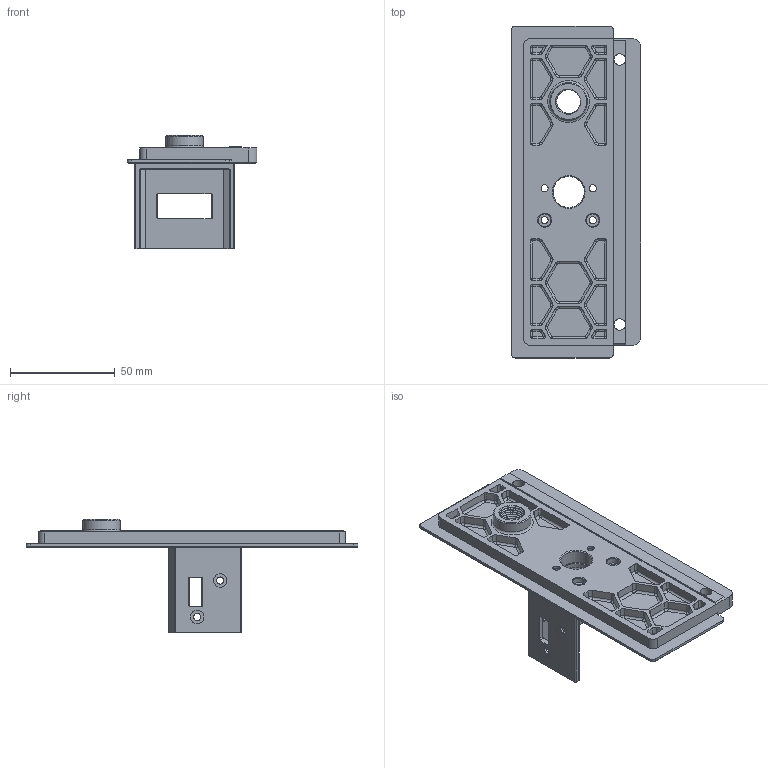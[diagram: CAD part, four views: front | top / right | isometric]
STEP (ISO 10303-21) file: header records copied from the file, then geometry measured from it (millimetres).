
FILE_DESCRIPTION(/* description */ (''),/* implementation_level */ '2;1');
FILE_NAME(/* name */ 'Exhaust_cover_LGX_pg7.step',/* time_stamp */ '2022-09-17T16:00:49+12:00',/* author */ (''),/* organization */ (''),/* preprocessor_version */ 'ST-DEVELOPER v19',/* originating_system */ 'Autodesk Translation Framework v11.7.0.108',/* authorisation */ '');
FILE_SCHEMA (('AUTOMOTIVE_DESIGN { 1 0 10303 214 3 1 1 }'));
Length unit declared in the file: millimetre
Products named in the file (1): Exhaust_cover_LGX
Bounding box: 61.8 x 158.6 x 54.27 mm (x, y, z)
Volume: 62016.5 mm3; surface area: 37977.4 mm2
Topology: 2 solids, 2 shells, 537 faces, 1271 edges, 758 vertices
Faces by surface type: cylinder 234, plane 159, bspline 44, cone 44, sphere 31, torus 25
Full cylindrical faces by diameter (mm): 3.4 x12, 4.7 x2, 5.5 x2, 6 x4, 11.43 x9, 12.65 x9, 14.9 x2, 18 x1
Entity records: 18271 total; most frequent: CARTESIAN_POINT 5764, DIRECTION 2722, ORIENTED_EDGE 2542, EDGE_CURVE 1271, AXIS2_PLACEMENT_3D 1035, VERTEX_POINT 758, LINE 652, VECTOR 652
